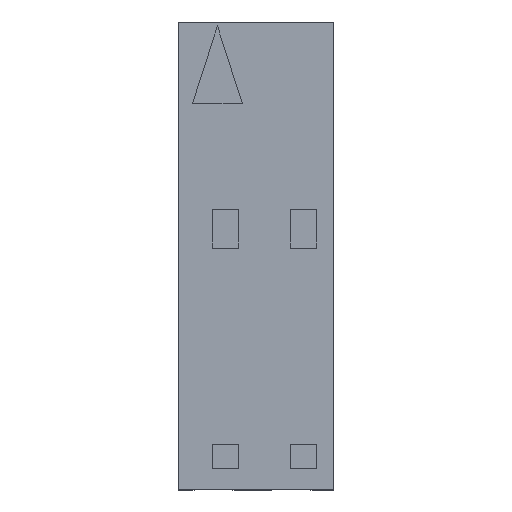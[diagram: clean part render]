
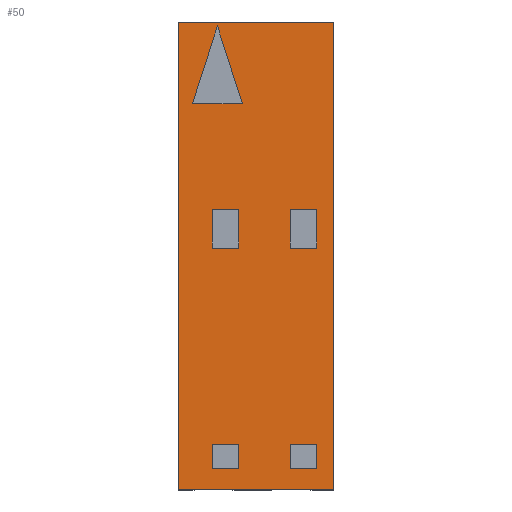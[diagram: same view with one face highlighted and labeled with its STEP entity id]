
A CAD part, top view. The second image highlights one B-rep face of the part: STEP entity #50.
In plain terms, the highlighted planar face has unit normal (0, 0, 1).
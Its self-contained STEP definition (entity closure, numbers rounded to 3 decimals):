
#50=ADVANCED_FACE('',(#133,#134,#135,#136,#137,#138),#139,.T.);
#133=FACE_OUTER_BOUND('',#298,.T.);
#134=FACE_BOUND('',#299,.T.);
#135=FACE_BOUND('',#300,.T.);
#136=FACE_BOUND('',#301,.T.);
#137=FACE_BOUND('',#302,.T.);
#138=FACE_BOUND('',#303,.T.);
#139=PLANE('',#304);
#298=EDGE_LOOP('',(#507,#508,#509,#510));
#299=EDGE_LOOP('',(#511,#512,#513,#514));
#300=EDGE_LOOP('',(#515,#516,#517,#518));
#301=EDGE_LOOP('',(#519,#520,#521,#522));
#302=EDGE_LOOP('',(#523,#524,#525,#526));
#303=EDGE_LOOP('',(#527,#528,#529));
#304=AXIS2_PLACEMENT_3D('',#530,#531,#532);
#507=ORIENTED_EDGE('',*,*,#1099,.T.);
#508=ORIENTED_EDGE('',*,*,#1100,.F.);
#509=ORIENTED_EDGE('',*,*,#1101,.F.);
#510=ORIENTED_EDGE('',*,*,#1069,.T.);
#511=ORIENTED_EDGE('',*,*,#1102,.F.);
#512=ORIENTED_EDGE('',*,*,#1103,.T.);
#513=ORIENTED_EDGE('',*,*,#1104,.F.);
#514=ORIENTED_EDGE('',*,*,#1105,.F.);
#515=ORIENTED_EDGE('',*,*,#1106,.F.);
#516=ORIENTED_EDGE('',*,*,#1107,.T.);
#517=ORIENTED_EDGE('',*,*,#1108,.F.);
#518=ORIENTED_EDGE('',*,*,#1109,.F.);
#519=ORIENTED_EDGE('',*,*,#1110,.F.);
#520=ORIENTED_EDGE('',*,*,#1111,.F.);
#521=ORIENTED_EDGE('',*,*,#1112,.F.);
#522=ORIENTED_EDGE('',*,*,#1113,.F.);
#523=ORIENTED_EDGE('',*,*,#1114,.F.);
#524=ORIENTED_EDGE('',*,*,#1115,.F.);
#525=ORIENTED_EDGE('',*,*,#1116,.F.);
#526=ORIENTED_EDGE('',*,*,#1117,.F.);
#527=ORIENTED_EDGE('',*,*,#1118,.F.);
#528=ORIENTED_EDGE('',*,*,#1119,.F.);
#529=ORIENTED_EDGE('',*,*,#1120,.F.);
#530=CARTESIAN_POINT('',(-2.527,-7.62,1.257));
#531=DIRECTION('',(0.0,0.0,1.0));
#532=DIRECTION('',(1.0,0.0,0.0));
#1069=EDGE_CURVE('',#1261,#1259,#1262,.T.);
#1099=EDGE_CURVE('',#1259,#1314,#1316,.T.);
#1100=EDGE_CURVE('',#1317,#1314,#1318,.T.);
#1101=EDGE_CURVE('',#1261,#1317,#1319,.T.);
#1102=EDGE_CURVE('',#1320,#1321,#1322,.T.);
#1103=EDGE_CURVE('',#1320,#1323,#1324,.T.);
#1104=EDGE_CURVE('',#1325,#1323,#1326,.T.);
#1105=EDGE_CURVE('',#1321,#1325,#1327,.T.);
#1106=EDGE_CURVE('',#1328,#1329,#1330,.T.);
#1107=EDGE_CURVE('',#1328,#1331,#1332,.T.);
#1108=EDGE_CURVE('',#1333,#1331,#1334,.T.);
#1109=EDGE_CURVE('',#1329,#1333,#1335,.T.);
#1110=EDGE_CURVE('',#1336,#1337,#1338,.T.);
#1111=EDGE_CURVE('',#1339,#1336,#1340,.T.);
#1112=EDGE_CURVE('',#1341,#1339,#1342,.T.);
#1113=EDGE_CURVE('',#1337,#1341,#1343,.T.);
#1114=EDGE_CURVE('',#1344,#1345,#1346,.T.);
#1115=EDGE_CURVE('',#1347,#1344,#1348,.T.);
#1116=EDGE_CURVE('',#1349,#1347,#1350,.T.);
#1117=EDGE_CURVE('',#1345,#1349,#1351,.T.);
#1118=EDGE_CURVE('',#1352,#1353,#1354,.T.);
#1119=EDGE_CURVE('',#1355,#1352,#1356,.T.);
#1120=EDGE_CURVE('',#1353,#1355,#1357,.T.);
#1259=VERTEX_POINT('',#1567);
#1261=VERTEX_POINT('',#1570);
#1262=LINE('',#1571,#1572);
#1314=VERTEX_POINT('',#1652);
#1316=LINE('',#1655,#1656);
#1317=VERTEX_POINT('',#1657);
#1318=LINE('',#1658,#1659);
#1319=LINE('',#1660,#1661);
#1320=VERTEX_POINT('',#1662);
#1321=VERTEX_POINT('',#1663);
#1322=LINE('',#1664,#1665);
#1323=VERTEX_POINT('',#1666);
#1324=LINE('',#1667,#1668);
#1325=VERTEX_POINT('',#1669);
#1326=LINE('',#1670,#1671);
#1327=LINE('',#1672,#1673);
#1328=VERTEX_POINT('',#1674);
#1329=VERTEX_POINT('',#1675);
#1330=LINE('',#1676,#1677);
#1331=VERTEX_POINT('',#1678);
#1332=LINE('',#1679,#1680);
#1333=VERTEX_POINT('',#1681);
#1334=LINE('',#1682,#1683);
#1335=LINE('',#1684,#1685);
#1336=VERTEX_POINT('',#1686);
#1337=VERTEX_POINT('',#1687);
#1338=LINE('',#1688,#1689);
#1339=VERTEX_POINT('',#1690);
#1340=LINE('',#1691,#1692);
#1341=VERTEX_POINT('',#1693);
#1342=LINE('',#1694,#1695);
#1343=LINE('',#1696,#1697);
#1344=VERTEX_POINT('',#1698);
#1345=VERTEX_POINT('',#1699);
#1346=LINE('',#1700,#1701);
#1347=VERTEX_POINT('',#1702);
#1348=LINE('',#1703,#1704);
#1349=VERTEX_POINT('',#1705);
#1350=LINE('',#1706,#1707);
#1351=LINE('',#1708,#1709);
#1352=VERTEX_POINT('',#1710);
#1353=VERTEX_POINT('',#1711);
#1354=LINE('',#1712,#1713);
#1355=VERTEX_POINT('',#1714);
#1356=LINE('',#1715,#1716);
#1357=LINE('',#1717,#1718);
#1567=CARTESIAN_POINT('',(2.527,-7.62,1.257));
#1570=CARTESIAN_POINT('',(-2.527,-7.62,1.257));
#1571=CARTESIAN_POINT('',(-2.527,-7.62,1.257));
#1572=VECTOR('',#2061,5.055);
#1652=CARTESIAN_POINT('',(2.527,7.62,1.257));
#1655=CARTESIAN_POINT('',(2.527,-7.62,1.257));
#1656=VECTOR('',#2091,15.24);
#1657=CARTESIAN_POINT('',(-2.527,7.62,1.257));
#1658=CARTESIAN_POINT('',(-2.527,7.62,1.257));
#1659=VECTOR('',#2092,5.055);
#1660=CARTESIAN_POINT('',(-2.527,-7.62,1.257));
#1661=VECTOR('',#2093,15.24);
#1662=CARTESIAN_POINT('',(-1.422,1.524,1.257));
#1663=CARTESIAN_POINT('',(-1.422,0.254,1.257));
#1664=CARTESIAN_POINT('',(-1.422,1.524,1.257));
#1665=VECTOR('',#2094,1.27);
#1666=CARTESIAN_POINT('',(-0.559,1.524,1.257));
#1667=CARTESIAN_POINT('',(-1.422,1.524,1.257));
#1668=VECTOR('',#2095,0.864);
#1669=CARTESIAN_POINT('',(-0.559,0.254,1.257));
#1670=CARTESIAN_POINT('',(-0.559,0.254,1.257));
#1671=VECTOR('',#2096,1.27);
#1672=CARTESIAN_POINT('',(-1.422,0.254,1.257));
#1673=VECTOR('',#2097,0.864);
#1674=CARTESIAN_POINT('',(-1.422,-6.147,1.257));
#1675=CARTESIAN_POINT('',(-1.422,-6.909,1.257));
#1676=CARTESIAN_POINT('',(-1.422,-6.147,1.257));
#1677=VECTOR('',#2098,0.762);
#1678=CARTESIAN_POINT('',(-0.559,-6.147,1.257));
#1679=CARTESIAN_POINT('',(-1.422,-6.147,1.257));
#1680=VECTOR('',#2099,0.864);
#1681=CARTESIAN_POINT('',(-0.559,-6.909,1.257));
#1682=CARTESIAN_POINT('',(-0.559,-6.909,1.257));
#1683=VECTOR('',#2100,0.762);
#1684=CARTESIAN_POINT('',(-1.422,-6.909,1.257));
#1685=VECTOR('',#2101,0.864);
#1686=CARTESIAN_POINT('',(1.118,1.524,1.257));
#1687=CARTESIAN_POINT('',(1.118,0.254,1.257));
#1688=CARTESIAN_POINT('',(1.118,1.524,1.257));
#1689=VECTOR('',#2102,1.27);
#1690=CARTESIAN_POINT('',(1.981,1.524,1.257));
#1691=CARTESIAN_POINT('',(1.981,1.524,1.257));
#1692=VECTOR('',#2103,0.864);
#1693=CARTESIAN_POINT('',(1.981,0.254,1.257));
#1694=CARTESIAN_POINT('',(1.981,0.254,1.257));
#1695=VECTOR('',#2104,1.27);
#1696=CARTESIAN_POINT('',(1.118,0.254,1.257));
#1697=VECTOR('',#2105,0.864);
#1698=CARTESIAN_POINT('',(1.118,-6.147,1.257));
#1699=CARTESIAN_POINT('',(1.118,-6.909,1.257));
#1700=CARTESIAN_POINT('',(1.118,-6.147,1.257));
#1701=VECTOR('',#2106,0.762);
#1702=CARTESIAN_POINT('',(1.981,-6.147,1.257));
#1703=CARTESIAN_POINT('',(1.981,-6.147,1.257));
#1704=VECTOR('',#2107,0.864);
#1705=CARTESIAN_POINT('',(1.981,-6.909,1.257));
#1706=CARTESIAN_POINT('',(1.981,-6.909,1.257));
#1707=VECTOR('',#2108,0.762);
#1708=CARTESIAN_POINT('',(1.118,-6.909,1.257));
#1709=VECTOR('',#2109,0.864);
#1710=CARTESIAN_POINT('',(-0.445,4.953,1.257));
#1711=CARTESIAN_POINT('',(-1.257,7.493,1.257));
#1712=CARTESIAN_POINT('',(-0.445,4.953,1.257));
#1713=VECTOR('',#2110,2.667);
#1714=CARTESIAN_POINT('',(-2.07,4.953,1.257));
#1715=CARTESIAN_POINT('',(-2.07,4.953,1.257));
#1716=VECTOR('',#2111,1.626);
#1717=CARTESIAN_POINT('',(-1.257,7.493,1.257));
#1718=VECTOR('',#2112,2.667);
#2061=DIRECTION('',(1.0,0.0,0.0));
#2091=DIRECTION('',(0.0,1.0,0.0));
#2092=DIRECTION('',(1.0,0.0,0.0));
#2093=DIRECTION('',(0.0,1.0,0.0));
#2094=DIRECTION('',(0.0,-1.0,0.0));
#2095=DIRECTION('',(1.0,0.0,0.0));
#2096=DIRECTION('',(0.0,1.0,0.0));
#2097=DIRECTION('',(1.0,0.0,0.0));
#2098=DIRECTION('',(0.0,-1.0,0.0));
#2099=DIRECTION('',(1.0,0.0,0.0));
#2100=DIRECTION('',(0.0,1.0,0.0));
#2101=DIRECTION('',(1.0,0.0,0.0));
#2102=DIRECTION('',(0.0,-1.0,0.0));
#2103=DIRECTION('',(-1.0,0.0,0.0));
#2104=DIRECTION('',(0.0,1.0,0.0));
#2105=DIRECTION('',(1.0,0.0,0.0));
#2106=DIRECTION('',(0.0,-1.0,0.0));
#2107=DIRECTION('',(-1.0,0.0,0.0));
#2108=DIRECTION('',(0.0,1.0,0.0));
#2109=DIRECTION('',(1.0,0.0,0.0));
#2110=DIRECTION('',(-0.305,0.952,0.0));
#2111=DIRECTION('',(1.0,0.0,0.0));
#2112=DIRECTION('',(-0.305,-0.952,0.0));
